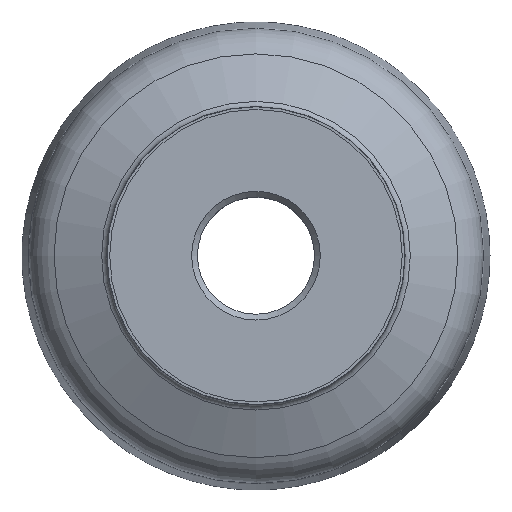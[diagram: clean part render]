
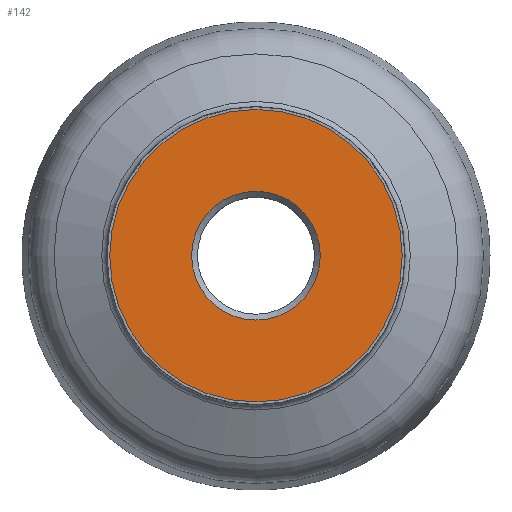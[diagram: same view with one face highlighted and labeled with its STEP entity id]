
A CAD part, top view. The second image highlights one B-rep face of the part: STEP entity #142.
In plain terms, the highlighted planar face has unit normal (0, 0, 1).
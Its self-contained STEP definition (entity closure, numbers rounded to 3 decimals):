
#104=PLANE('',#592);
#142=ADVANCED_FACE('CLONE_TP_FACE',(#206,#207),#104,.T.);
#206=FACE_BOUND('',#261,.T.);
#207=FACE_BOUND('',#262,.T.);
#261=EDGE_LOOP('',(#315));
#262=EDGE_LOOP('',(#316));
#315=ORIENTED_EDGE('',*,*,#367,.T.);
#316=ORIENTED_EDGE('',*,*,#363,.F.);
#335=VERTEX_POINT('',#814);
#339=VERTEX_POINT('',#824);
#363=EDGE_CURVE('',#335,#335,#390,.T.);
#367=EDGE_CURVE('',#339,#339,#394,.T.);
#390=CIRCLE('',#571,22.);
#394=CIRCLE('',#577,50.);
#571=AXIS2_PLACEMENT_3D('',#813,#685,#686);
#577=AXIS2_PLACEMENT_3D('',#823,#697,#698);
#592=AXIS2_PLACEMENT_3D('',#845,#727,#728);
#685=DIRECTION('',(0.,0.,1.));
#686=DIRECTION('',(1.,0.,0.));
#697=DIRECTION('',(0.,0.,1.));
#698=DIRECTION('',(1.,0.,0.));
#727=DIRECTION('',(0.,0.,1.));
#728=DIRECTION('',(-1.,0.,0.));
#813=CARTESIAN_POINT('',(0.,0.,0.));
#814=CARTESIAN_POINT('',(22.,0.,0.));
#823=CARTESIAN_POINT('',(0.,0.,0.));
#824=CARTESIAN_POINT('',(50.,0.,0.));
#845=CARTESIAN_POINT('',(0.,0.,0.));
